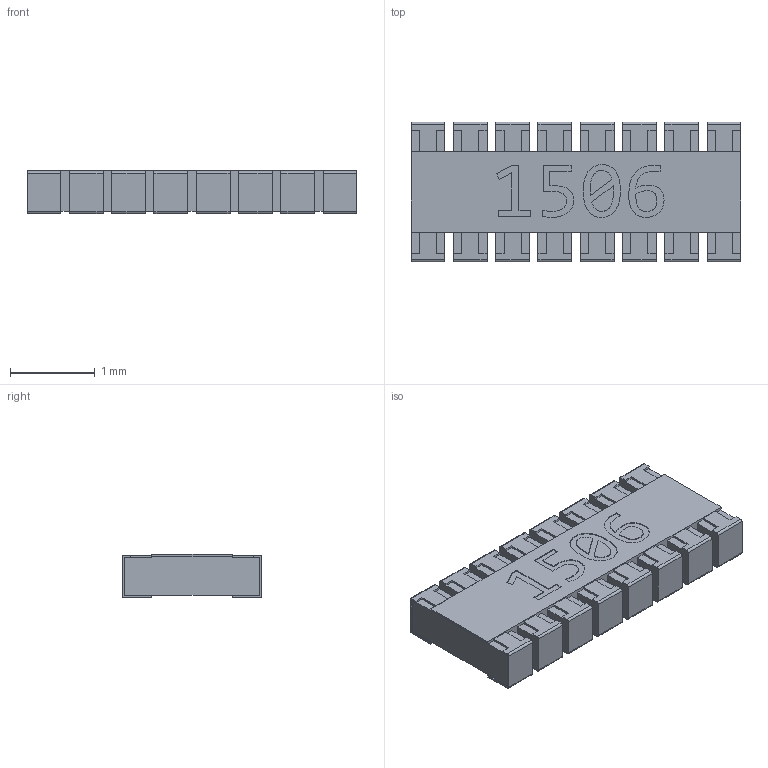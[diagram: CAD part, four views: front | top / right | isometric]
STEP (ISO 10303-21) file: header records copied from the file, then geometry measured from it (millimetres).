
FILE_DESCRIPTION(/* description */ (''),/* implementation_level */ '2;1');
FILE_NAME(/* name */ 'RESNET - 1506 Convex.step',/* time_stamp */ '2019-11-24T09:36:52+00:00',/* author */ (''),/* organization */ (''),/* preprocessor_version */ 'ST-DEVELOPER v18',/* originating_system */ 'Autodesk Translation Framework v8.12.0.6',/* authorisation */ '');
FILE_SCHEMA (('AUTOMOTIVE_DESIGN { 1 0 10303 214 3 1 1 }'));
Length unit declared in the file: millimetre
Products named in the file (1): RESNET - 1506 Convex
Bounding box: 3.9 x 1.65 x 0.51 mm (x, y, z)
Volume: 2.9 mm3; surface area: 22.7 mm2
Topology: 1 solids, 1 shells, 382 faces, 1083 edges, 710 vertices
Faces by surface type: plane 246, bspline 96, cylinder 40
Entity records: 13217 total; most frequent: CARTESIAN_POINT 3808, ORIENTED_EDGE 2166, DIRECTION 1545, EDGE_CURVE 1083, LINE 811, VECTOR 811, VERTEX_POINT 710, EDGE_LOOP 389
